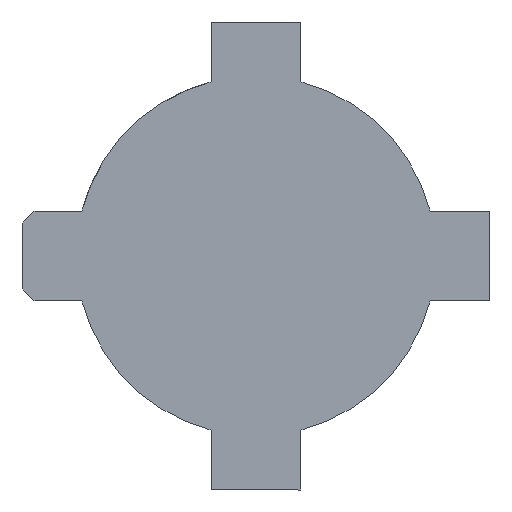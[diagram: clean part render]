
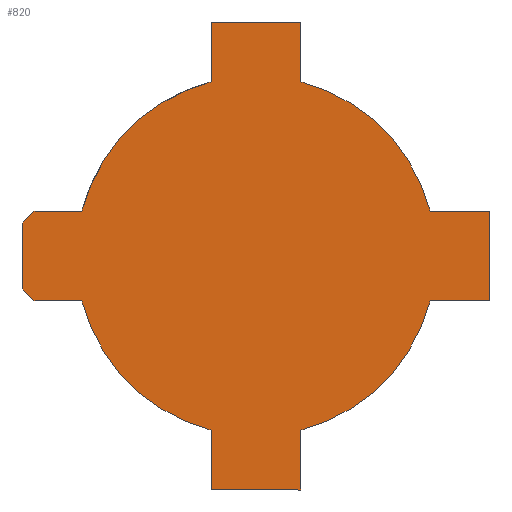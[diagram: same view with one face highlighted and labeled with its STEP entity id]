
A CAD part, front view. The second image highlights one B-rep face of the part: STEP entity #820.
In plain terms, the highlighted planar face has unit normal (0, -1, 0).
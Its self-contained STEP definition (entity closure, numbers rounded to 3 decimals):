
#21 = EDGE_CURVE ( 'NONE', #921, #1898, #3317, .T. ) ;
#30 = EDGE_CURVE ( 'NONE', #2551, #921, #3603, .T. ) ;
#34 = LINE ( 'NONE', #3372, #2810 ) ;
#61 = DIRECTION ( 'NONE',  ( -1., 0., 0. ) ) ;
#83 = LINE ( 'NONE', #1848, #504 ) ;
#94 = VERTEX_POINT ( 'NONE', #2640 ) ;
#101 = DIRECTION ( 'NONE',  ( 0., 0., 1. ) ) ;
#120 = DIRECTION ( 'NONE',  ( 0., 1., 0. ) ) ;
#127 = VECTOR ( 'NONE', #61, 1000. ) ;
#137 = DIRECTION ( 'NONE',  ( 0., 0., -1. ) ) ;
#148 = AXIS2_PLACEMENT_3D ( 'NONE', #385, #1027, #1253 ) ;
#212 = DIRECTION ( 'NONE',  ( 0., 1., 0. ) ) ;
#214 = EDGE_CURVE ( 'NONE', #1843, #2864, #2080, .T. ) ;
#226 = ORIENTED_EDGE ( 'NONE', *, *, #3490, .F. ) ;
#240 = CARTESIAN_POINT ( 'NONE',  ( 37.5, 0., 0. ) ) ;
#274 = AXIS2_PLACEMENT_3D ( 'NONE', #2329, #3452, #2916 ) ;
#289 = ORIENTED_EDGE ( 'NONE', *, *, #2613, .T. ) ;
#301 = CARTESIAN_POINT ( 'NONE',  ( 0., 0., 0. ) ) ;
#341 = CARTESIAN_POINT ( 'NONE',  ( 0., 0., -37.5 ) ) ;
#348 = EDGE_CURVE ( 'NONE', #817, #94, #1780, .T. ) ;
#385 = CARTESIAN_POINT ( 'NONE',  ( 0., 0., 0. ) ) ;
#399 = PLANE ( 'NONE',  #1305 ) ;
#428 = CIRCLE ( 'NONE', #3295, 150. ) ;
#434 = ORIENTED_EDGE ( 'NONE', *, *, #2858, .T. ) ;
#504 = VECTOR ( 'NONE', #137, 1000. ) ;
#514 = DIRECTION ( 'NONE',  ( -1., 0., 0. ) ) ;
#585 = DIRECTION ( 'NONE',  ( 0., 1., 0. ) ) ;
#610 = CARTESIAN_POINT ( 'NONE',  ( 37.5, 0., 0. ) ) ;
#649 = CARTESIAN_POINT ( 'NONE',  ( -185.237, 0., 37.5 ) ) ;
#665 = AXIS2_PLACEMENT_3D ( 'NONE', #301, #585, #2598 ) ;
#749 = ORIENTED_EDGE ( 'NONE', *, *, #3172, .F. ) ;
#770 = VERTEX_POINT ( 'NONE', #1606 ) ;
#779 = LINE ( 'NONE', #1925, #3703 ) ;
#809 = ORIENTED_EDGE ( 'NONE', *, *, #2513, .T. ) ;
#817 = VERTEX_POINT ( 'NONE', #3506 ) ;
#820 = ADVANCED_FACE ( 'NONE', ( #1819 ), #399, .F. ) ;
#825 = DIRECTION ( 'NONE',  ( 0.707, 0., -0.707 ) ) ;
#840 = CARTESIAN_POINT ( 'NONE',  ( 195.237, 0., -37.5 ) ) ;
#843 = CARTESIAN_POINT ( 'NONE',  ( -37.5, 0., 145.237 ) ) ;
#859 = CARTESIAN_POINT ( 'NONE',  ( -185.237, 0., -37.5 ) ) ;
#879 = DIRECTION ( 'NONE',  ( 0., 0., -1. ) ) ;
#886 = VERTEX_POINT ( 'NONE', #1956 ) ;
#896 = EDGE_CURVE ( 'NONE', #1155, #94, #1074, .T. ) ;
#910 = VERTEX_POINT ( 'NONE', #3036 ) ;
#921 = VERTEX_POINT ( 'NONE', #3347 ) ;
#986 = EDGE_CURVE ( 'NONE', #3090, #2448, #3667, .T. ) ;
#1027 = DIRECTION ( 'NONE',  ( 0., 1., 0. ) ) ;
#1048 = CARTESIAN_POINT ( 'NONE',  ( 195.237, 0., 0. ) ) ;
#1067 = CARTESIAN_POINT ( 'NONE',  ( 0., 0., 0. ) ) ;
#1068 = EDGE_CURVE ( 'NONE', #2551, #817, #1738, .T. ) ;
#1074 = LINE ( 'NONE', #240, #2086 ) ;
#1112 = CARTESIAN_POINT ( 'NONE',  ( 0., 0., 37.5 ) ) ;
#1115 = VERTEX_POINT ( 'NONE', #3465 ) ;
#1147 = ORIENTED_EDGE ( 'NONE', *, *, #348, .F. ) ;
#1155 = VERTEX_POINT ( 'NONE', #3572 ) ;
#1184 = DIRECTION ( 'NONE',  ( 1., 0., 0. ) ) ;
#1209 = VECTOR ( 'NONE', #879, 1000. ) ;
#1228 = ORIENTED_EDGE ( 'NONE', *, *, #2085, .F. ) ;
#1237 = VERTEX_POINT ( 'NONE', #649 ) ;
#1253 = DIRECTION ( 'NONE',  ( 0., 0., 1. ) ) ;
#1279 = ORIENTED_EDGE ( 'NONE', *, *, #1631, .T. ) ;
#1305 = AXIS2_PLACEMENT_3D ( 'NONE', #2673, #120, #101 ) ;
#1366 = DIRECTION ( 'NONE',  ( 0., 0., 1. ) ) ;
#1367 = ORIENTED_EDGE ( 'NONE', *, *, #3609, .F. ) ;
#1439 = LINE ( 'NONE', #1983, #2405 ) ;
#1465 = VERTEX_POINT ( 'NONE', #2277 ) ;
#1492 = LINE ( 'NONE', #1560, #3406 ) ;
#1517 = VECTOR ( 'NONE', #3108, 1000. ) ;
#1533 = EDGE_CURVE ( 'NONE', #886, #2475, #2826, .T. ) ;
#1557 = VECTOR ( 'NONE', #1763, 1000. ) ;
#1560 = CARTESIAN_POINT ( 'NONE',  ( -37.5, 0., 0. ) ) ;
#1606 = CARTESIAN_POINT ( 'NONE',  ( -145.237, 0., 37.5 ) ) ;
#1623 = DIRECTION ( 'NONE',  ( 0., 0., 1. ) ) ;
#1631 = EDGE_CURVE ( 'NONE', #910, #886, #83, .T. ) ;
#1684 = CARTESIAN_POINT ( 'NONE',  ( 0., 0., 37.5 ) ) ;
#1697 = CARTESIAN_POINT ( 'NONE',  ( -37.5, 0., -145.237 ) ) ;
#1703 = CARTESIAN_POINT ( 'NONE',  ( -37.5, 0., 195.237 ) ) ;
#1714 = ORIENTED_EDGE ( 'NONE', *, *, #30, .T. ) ;
#1738 = LINE ( 'NONE', #341, #127 ) ;
#1760 = LINE ( 'NONE', #1112, #2922 ) ;
#1763 = DIRECTION ( 'NONE',  ( 0., 0., -1. ) ) ;
#1780 = CIRCLE ( 'NONE', #148, 150. ) ;
#1819 = FACE_OUTER_BOUND ( 'NONE', #2227, .T. ) ;
#1843 = VERTEX_POINT ( 'NONE', #1697 ) ;
#1848 = CARTESIAN_POINT ( 'NONE',  ( -195.237, 0., 0. ) ) ;
#1878 = EDGE_CURVE ( 'NONE', #1237, #770, #1760, .T. ) ;
#1898 = VERTEX_POINT ( 'NONE', #2599 ) ;
#1925 = CARTESIAN_POINT ( 'NONE',  ( 0., 0., -195.237 ) ) ;
#1934 = ORIENTED_EDGE ( 'NONE', *, *, #1878, .F. ) ;
#1956 = CARTESIAN_POINT ( 'NONE',  ( -195.237, 0., -27.5 ) ) ;
#1976 = CARTESIAN_POINT ( 'NONE',  ( 0., 0., 195.237 ) ) ;
#1983 = CARTESIAN_POINT ( 'NONE',  ( -185.237, 0., 37.5 ) ) ;
#1984 = ORIENTED_EDGE ( 'NONE', *, *, #1068, .F. ) ;
#2023 = ORIENTED_EDGE ( 'NONE', *, *, #1533, .T. ) ;
#2080 = CIRCLE ( 'NONE', #274, 150. ) ;
#2085 = EDGE_CURVE ( 'NONE', #1465, #1843, #1492, .T. ) ;
#2086 = VECTOR ( 'NONE', #1623, 1000. ) ;
#2126 = VERTEX_POINT ( 'NONE', #843 ) ;
#2227 = EDGE_LOOP ( 'NONE', ( #1934, #3195, #1279, #2023, #289, #2979, #1228, #434, #2421, #1147, #1984, #1714, #2940, #1367, #749, #3380, #809, #226 ) ) ;
#2255 = CARTESIAN_POINT ( 'NONE',  ( -195.237, 0., -27.5 ) ) ;
#2277 = CARTESIAN_POINT ( 'NONE',  ( -37.5, 0., -195.237 ) ) ;
#2329 = CARTESIAN_POINT ( 'NONE',  ( 0., 0., 0. ) ) ;
#2342 = LINE ( 'NONE', #610, #1557 ) ;
#2405 = VECTOR ( 'NONE', #2835, 1000. ) ;
#2421 = ORIENTED_EDGE ( 'NONE', *, *, #896, .T. ) ;
#2423 = VECTOR ( 'NONE', #514, 1000. ) ;
#2429 = EDGE_CURVE ( 'NONE', #1237, #910, #1439, .T. ) ;
#2448 = VERTEX_POINT ( 'NONE', #1703 ) ;
#2475 = VERTEX_POINT ( 'NONE', #859 ) ;
#2513 = EDGE_CURVE ( 'NONE', #2448, #2126, #2855, .T. ) ;
#2551 = VERTEX_POINT ( 'NONE', #840 ) ;
#2598 = DIRECTION ( 'NONE',  ( 0., 0., 1. ) ) ;
#2599 = CARTESIAN_POINT ( 'NONE',  ( 145.237, 0., 37.5 ) ) ;
#2607 = VECTOR ( 'NONE', #3060, 1000. ) ;
#2613 = EDGE_CURVE ( 'NONE', #2475, #2864, #34, .T. ) ;
#2637 = CARTESIAN_POINT ( 'NONE',  ( 37.5, 0., 195.237 ) ) ;
#2640 = CARTESIAN_POINT ( 'NONE',  ( 37.5, 0., -145.237 ) ) ;
#2673 = CARTESIAN_POINT ( 'NONE',  ( 0., 0., 0. ) ) ;
#2711 = CARTESIAN_POINT ( 'NONE',  ( -145.237, 0., -37.5 ) ) ;
#2810 = VECTOR ( 'NONE', #1184, 1000. ) ;
#2826 = LINE ( 'NONE', #2255, #3552 ) ;
#2835 = DIRECTION ( 'NONE',  ( -0.707, 0., -0.707 ) ) ;
#2855 = LINE ( 'NONE', #3433, #1209 ) ;
#2858 = EDGE_CURVE ( 'NONE', #1465, #1155, #779, .T. ) ;
#2864 = VERTEX_POINT ( 'NONE', #2711 ) ;
#2908 = DIRECTION ( 'NONE',  ( 0., 0., 1. ) ) ;
#2916 = DIRECTION ( 'NONE',  ( 0., 0., 1. ) ) ;
#2922 = VECTOR ( 'NONE', #3107, 1000. ) ;
#2940 = ORIENTED_EDGE ( 'NONE', *, *, #21, .T. ) ;
#2979 = ORIENTED_EDGE ( 'NONE', *, *, #214, .F. ) ;
#3036 = CARTESIAN_POINT ( 'NONE',  ( -195.237, 0., 27.5 ) ) ;
#3058 = DIRECTION ( 'NONE',  ( 1., 0., 0. ) ) ;
#3060 = DIRECTION ( 'NONE',  ( 0., 0., 1. ) ) ;
#3090 = VERTEX_POINT ( 'NONE', #2637 ) ;
#3107 = DIRECTION ( 'NONE',  ( 1., 0., 0. ) ) ;
#3108 = DIRECTION ( 'NONE',  ( -1., 0., 0. ) ) ;
#3172 = EDGE_CURVE ( 'NONE', #3090, #1115, #2342, .T. ) ;
#3195 = ORIENTED_EDGE ( 'NONE', *, *, #2429, .T. ) ;
#3295 = AXIS2_PLACEMENT_3D ( 'NONE', #1067, #212, #1366 ) ;
#3317 = LINE ( 'NONE', #1684, #2423 ) ;
#3347 = CARTESIAN_POINT ( 'NONE',  ( 195.237, 0., 37.5 ) ) ;
#3372 = CARTESIAN_POINT ( 'NONE',  ( 0., 0., -37.5 ) ) ;
#3380 = ORIENTED_EDGE ( 'NONE', *, *, #986, .T. ) ;
#3401 = CIRCLE ( 'NONE', #665, 150. ) ;
#3406 = VECTOR ( 'NONE', #2908, 1000. ) ;
#3433 = CARTESIAN_POINT ( 'NONE',  ( -37.5, 0., 0. ) ) ;
#3452 = DIRECTION ( 'NONE',  ( 0., 1., 0. ) ) ;
#3465 = CARTESIAN_POINT ( 'NONE',  ( 37.5, 0., 145.237 ) ) ;
#3490 = EDGE_CURVE ( 'NONE', #770, #2126, #3401, .T. ) ;
#3506 = CARTESIAN_POINT ( 'NONE',  ( 145.237, 0., -37.5 ) ) ;
#3552 = VECTOR ( 'NONE', #825, 1000. ) ;
#3572 = CARTESIAN_POINT ( 'NONE',  ( 37.5, 0., -195.237 ) ) ;
#3603 = LINE ( 'NONE', #1048, #2607 ) ;
#3609 = EDGE_CURVE ( 'NONE', #1115, #1898, #428, .T. ) ;
#3667 = LINE ( 'NONE', #1976, #1517 ) ;
#3703 = VECTOR ( 'NONE', #3058, 1000. ) ;
